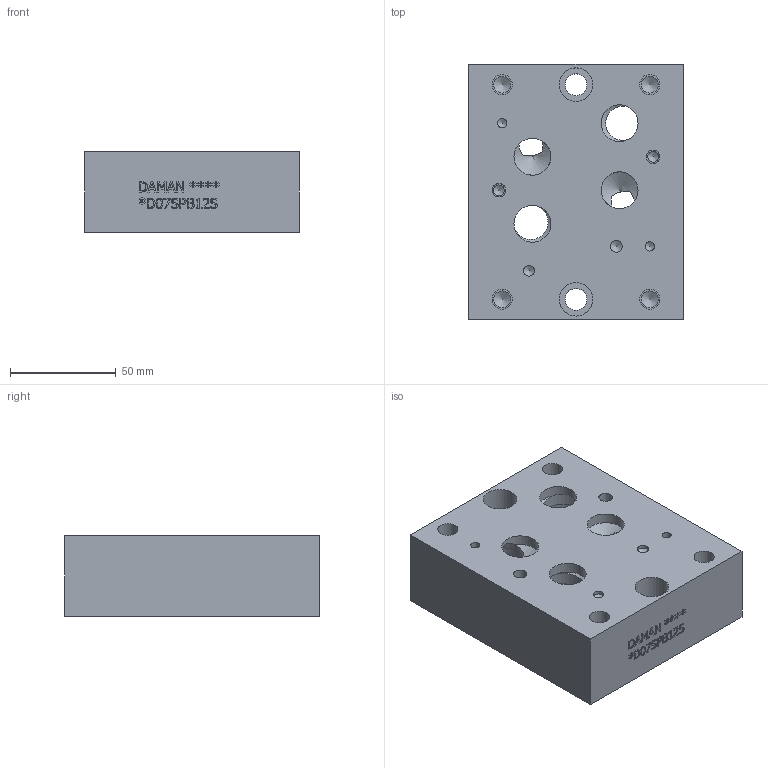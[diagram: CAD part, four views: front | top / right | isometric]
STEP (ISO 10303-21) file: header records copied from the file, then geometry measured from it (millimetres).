
FILE_DESCRIPTION(/* description */ (''),/* implementation_level */ '2;1');
FILE_NAME(/* name */ '_D07SPB12S.stp',/* time_stamp */ '2022-05-25T09:27:41-04:00',/* author */ ('bobbyh'),/* organization */ (''),/* preprocessor_version */ 'ST-DEVELOPER v18',/* originating_system */ 'Autodesk Inventor 2020',/* authorisation */ '');
FILE_SCHEMA (('AUTOMOTIVE_DESIGN { 1 0 10303 214 3 1 1 }'));
Length unit declared in the file: millimetre
Products named in the file (1): Part_DD07SPB12S_3D
Bounding box: 101.6 x 120.65 x 38.1 mm (x, y, z)
Volume: 364121.9 mm3; surface area: 60368.2 mm2
Topology: 1 solids, 1 shells, 523 faces, 1434 edges, 964 vertices
Faces by surface type: plane 315, bspline 116, cylinder 54, cone 38
Full cylindrical faces by diameter (mm): 4.369 x2, 5.105 x3, 5.537 x1, 6.35 x2, 7.925 x4, 9.525 x4, 10.312 x2, 10.719 x2, 12.9 x1, 12.903 x1, 14.275 x2, 14.529 x2, 15.875 x2, 17.475 x4, 23.012 x4, 24.917 x4, 26.99 x1, 27 x3, 27.432 x4, 42.037 x2
Entity records: 17677 total; most frequent: CARTESIAN_POINT 4591, ORIENTED_EDGE 2836, DIRECTION 2178, EDGE_CURVE 1418, LINE 980, VECTOR 980, VERTEX_POINT 964, EDGE_LOOP 602
